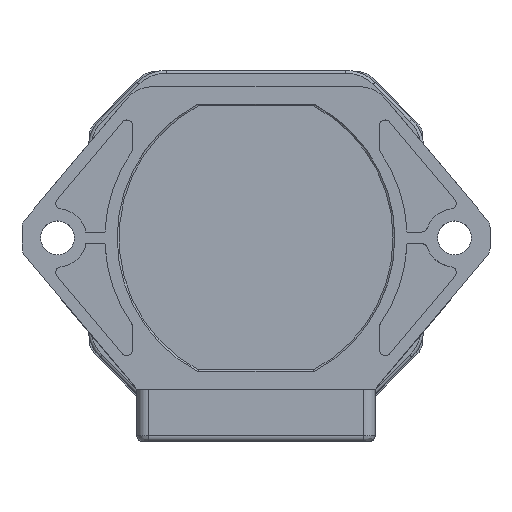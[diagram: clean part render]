
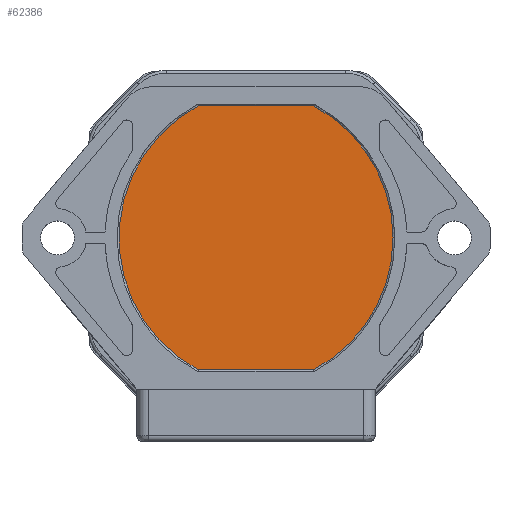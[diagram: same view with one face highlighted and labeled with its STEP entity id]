
A CAD part, top view. The second image highlights one B-rep face of the part: STEP entity #62386.
In plain terms, the highlighted planar face has unit normal (0, 0, 1).
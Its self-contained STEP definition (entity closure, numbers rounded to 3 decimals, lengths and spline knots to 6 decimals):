
#58555=CARTESIAN_POINT('',(0.009916,0.0227,
0.05243));
#58557=CARTESIAN_POINT('',(-0.002134,0.,0.05243));
#58558=DIRECTION('',(0.,0.,1.));
#58559=DIRECTION('',(1.,0.,0.));
#58560=AXIS2_PLACEMENT_3D('',#58557,#58558,#58559);
#58562=CARTESIAN_POINT('',(-0.002134,0.,0.05243));
#58563=DIRECTION('',(0.,0.,1.));
#58564=DIRECTION('',(0.469,-0.883,0.));
#58565=AXIS2_PLACEMENT_3D('',#58562,#58563,#58564);
#58567=CARTESIAN_POINT('',(0.002114,0.,0.05243));
#58568=DIRECTION('',(0.,0.,1.));
#58569=DIRECTION('',(-0.469,0.883,0.));
#58570=AXIS2_PLACEMENT_3D('',#58567,#58568,#58569);
#58580=CARTESIAN_POINT('',(0.009916,-0.0227,
0.05243));
#58586=DIRECTION('',(-1.,0.,0.));
#58587=VECTOR('',#58586,0.019851);
#58588=CARTESIAN_POINT('',(0.009916,-0.0227,
0.05243));
#58589=LINE('',#58588,#58587);
#58630=CARTESIAN_POINT('',(-0.009936,-0.0227,
0.05243));
#58636=DIRECTION('',(1.,0.,0.));
#58637=VECTOR('',#58636,0.019851);
#58638=CARTESIAN_POINT('',(-0.009936,0.0227,
0.05243));
#58639=LINE('',#58638,#58637);
#61225=VERTEX_POINT('',#58555);
#61226=CARTESIAN_POINT('',(-0.009936,0.0227,
0.05243));
#61227=VERTEX_POINT('',#61226);
#61229=CARTESIAN_POINT('',(0.023566,0.,0.05243));
#61231=VERTEX_POINT('',#61229);
#61234=VERTEX_POINT('',#58580);
#61237=VERTEX_POINT('',#58630);
#62371=CARTESIAN_POINT('',(0.002114,0.,0.05243));
#62372=DIRECTION('',(0.,0.,1.));
#62373=DIRECTION('',(1.,0.,0.));
#62374=AXIS2_PLACEMENT_3D('',#62371,#62372,#62373);
#62375=PLANE('',#62374);
#62376=ORIENTED_EDGE('',*,*,#62364,.F.);
#62377=ORIENTED_EDGE('',*,*,#62352,.F.);
#62379=ORIENTED_EDGE('',*,*,#62378,.T.);
#62381=ORIENTED_EDGE('',*,*,#62380,.F.);
#62383=ORIENTED_EDGE('',*,*,#62382,.T.);
#62384=EDGE_LOOP('',(#62376,#62377,#62379,#62381,#62383));
#62385=FACE_OUTER_BOUND('',#62384,.F.);
#62386=ADVANCED_FACE('',(#62385),#62375,.T.);
#58561=CIRCLE('',#58560,0.0257);
#58566=CIRCLE('',#58565,0.0257);
#58571=CIRCLE('',#58570,0.0257);
#62352=EDGE_CURVE('',#61234,#61231,#58566,.T.);
#62364=EDGE_CURVE('',#61231,#61225,#58561,.T.);
#62378=EDGE_CURVE('',#61234,#61237,#58589,.T.);
#62380=EDGE_CURVE('',#61227,#61237,#58571,.T.);
#62382=EDGE_CURVE('',#61227,#61225,#58639,.T.);
